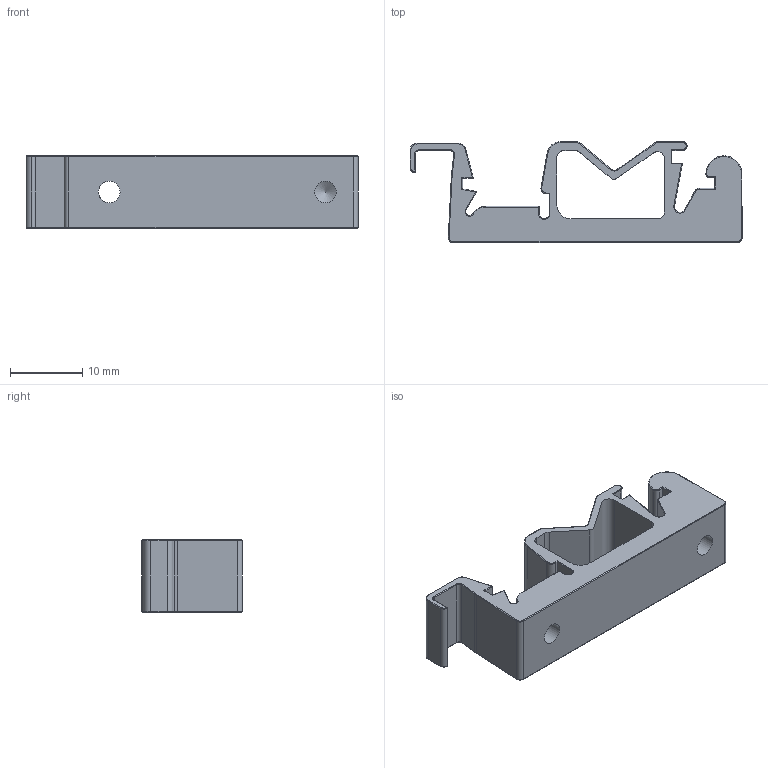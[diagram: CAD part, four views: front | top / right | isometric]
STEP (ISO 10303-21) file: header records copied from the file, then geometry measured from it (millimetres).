
FILE_DESCRIPTION((''),'2;1');
FILE_NAME('1427DINCLIP.stp','2011-09-07T13:05:16',('tfoster'),(''),'Autodesk Inventor 2012','Autodesk Inventor 2012','');
FILE_SCHEMA(('AUTOMOTIVE_DESIGN { 1 0 10303 214 1 1 1 1 }'));
Length unit declared in the file: millimetre
Products named in the file (1): Din Clip
Bounding box: 46.04 x 14 x 10 mm (x, y, z)
Volume: 2795.5 mm3; surface area: 2855.4 mm2
Topology: 1 solids, 1 shells, 170 faces, 404 edges, 235 vertices
Faces by surface type: cylinder 89, torus 42, plane 38, cone 1
Full cylindrical faces by diameter (mm): 3 x2
Entity records: 4914 total; most frequent: DIRECTION 934, CARTESIAN_POINT 864, ORIENTED_EDGE 798, EDGE_CURVE 399, AXIS2_PLACEMENT_3D 369, VERTEX_POINT 233, VECTOR 196, LINE 196
